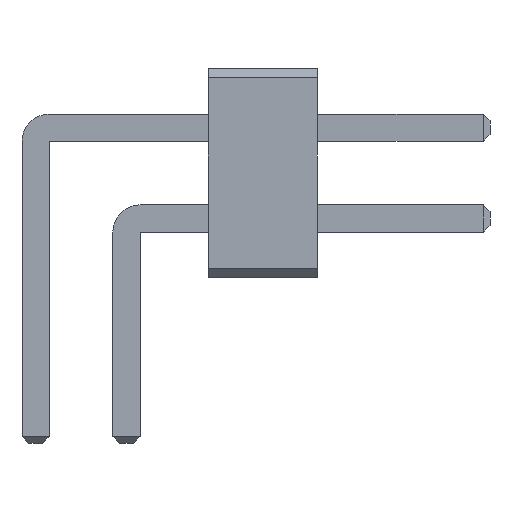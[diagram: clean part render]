
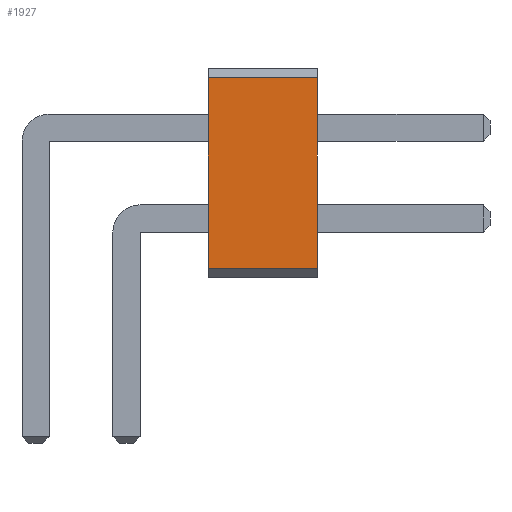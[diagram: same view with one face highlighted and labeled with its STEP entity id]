
A CAD part, front view. The second image highlights one B-rep face of the part: STEP entity #1927.
In plain terms, the highlighted planar face has unit normal (0, -1, 0).
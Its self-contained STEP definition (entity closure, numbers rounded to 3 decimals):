
#13=DIRECTION('',(0.,0.,1.));
#27=VECTOR('',#28,1.);
#28=DIRECTION('',(1.,0.,0.));
#57=DIRECTION('',(0.,-1.,0.));
#1914=VERTEX_POINT('',#1915);
#1915=CARTESIAN_POINT('',(3.1,-32.5,0.1));
#1918=EDGE_CURVE('',#1919,#1914,#1921,.T.);
#1919=VERTEX_POINT('',#1920);
#1920=CARTESIAN_POINT('',(1.9,-32.5,0.1));
#1921=LINE('',#1920,#27);
#1927=ADVANCED_FACE('',(#1928),#1945,.T.);
#1928=FACE_BOUND('',#1929,.T.);
#1929=EDGE_LOOP('',(#1930,#1931,#1937,#1942));
#1930=ORIENTED_EDGE('',*,*,#1918,.T.);
#1931=ORIENTED_EDGE('',*,*,#1932,.T.);
#1932=EDGE_CURVE('',#1914,#1933,#1935,.T.);
#1933=VERTEX_POINT('',#1934);
#1934=CARTESIAN_POINT('',(3.1,-32.5,2.2));
#1935=LINE('',#1915,#1936);
#1936=VECTOR('',#13,1.);
#1937=ORIENTED_EDGE('',*,*,#1938,.F.);
#1938=EDGE_CURVE('',#1939,#1933,#1941,.T.);
#1939=VERTEX_POINT('',#1940);
#1940=CARTESIAN_POINT('',(1.9,-32.5,2.2));
#1941=LINE('',#1940,#27);
#1942=ORIENTED_EDGE('',*,*,#1943,.F.);
#1943=EDGE_CURVE('',#1919,#1939,#1944,.T.);
#1944=LINE('',#1920,#1936);
#1945=PLANE('',#1946);
#1946=AXIS2_PLACEMENT_3D('',#1920,#57,#13);
